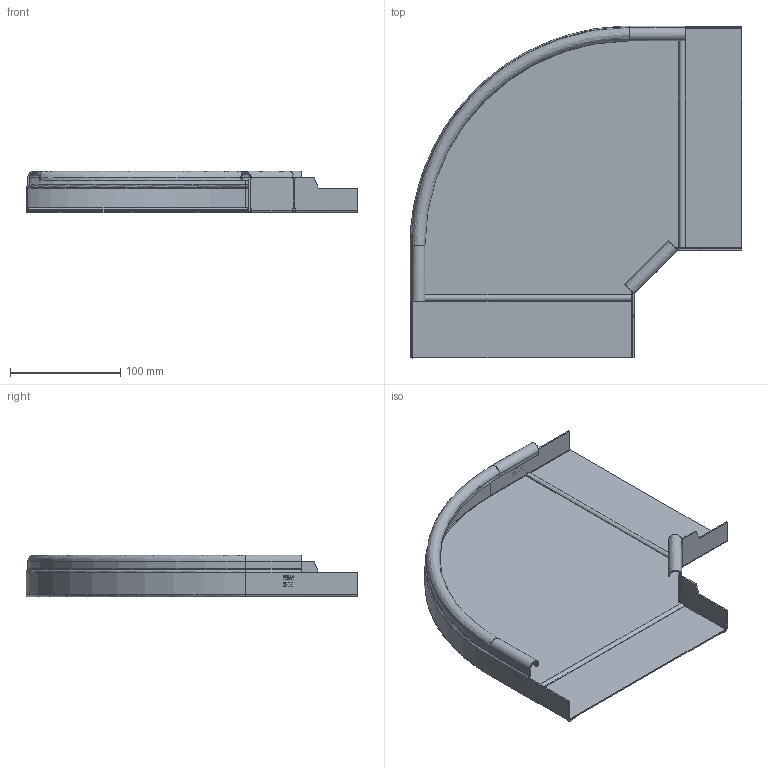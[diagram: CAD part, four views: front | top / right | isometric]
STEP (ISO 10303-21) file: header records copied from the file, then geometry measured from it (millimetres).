
FILE_DESCRIPTION(/* description */ (''),/* implementation_level */ '2;1');
FILE_NAME(/* name */ '6041012',/* time_stamp */ '2014-08-21T14:44:58+02:00',/* author */ (''),/* organization */ (''),/* preprocessor_version */ 'ST-DEVELOPER v15',/* originating_system */ '',/* authorisation */ '');
FILE_SCHEMA (('AUTOMOTIVE_DESIGN'));
Length unit declared in the file: millimetre
Products named in the file (2): Document; Block 01
Assembly tree (1 placements, depth 2):
  Document
    Block 01
Bounding box: 301.35 x 301.35 x 38 mm (x, y, z)
Volume: 138196.5 mm3; surface area: 224564.5 mm2
Topology: 3 solids, 3 shells, 381 faces, 972 edges, 620 vertices
Faces by surface type: plane 225, bspline 156
Entity records: 16591 total; most frequent: CARTESIAN_POINT 10248, ORIENTED_EDGE 1944, EDGE_CURVE 972, B_SPLINE_CURVE_WITH_KNOTS 810, VERTEX_POINT 620, EDGE_LOOP 406, ADVANCED_FACE 381, FACE_OUTER_BOUND 381
